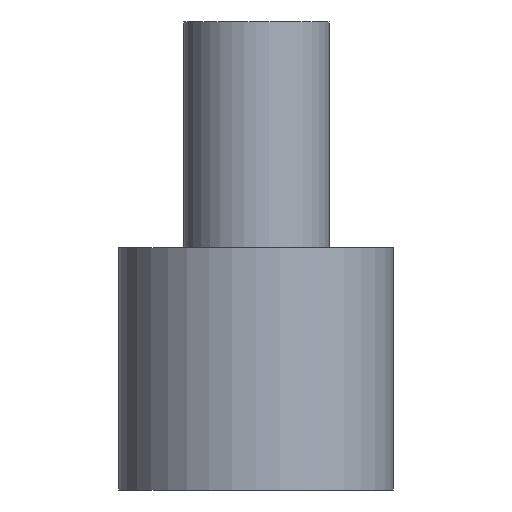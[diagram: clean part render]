
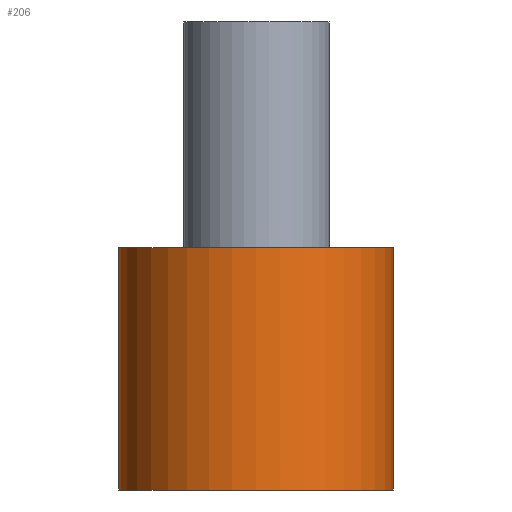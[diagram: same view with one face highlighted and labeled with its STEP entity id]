
A CAD part, left-side view. The second image highlights one B-rep face of the part: STEP entity #206.
In plain terms, the highlighted cylindrical face has radius 170 mm (diameter 340 mm), a partial arc.
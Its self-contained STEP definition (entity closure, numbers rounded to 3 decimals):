
#44=FACE_OUTER_BOUND('',#57,.T.);
#57=EDGE_LOOP('',(#168,#169,#170,#171));
#69=LINE('',#329,#78);
#74=LINE('',#496,#83);
#78=VECTOR('',#262,10.);
#83=VECTOR('',#273,10.);
#91=CIRCLE('',#237,170.);
#92=CIRCLE('',#238,170.);
#99=VERTEX_POINT('',#320);
#101=VERTEX_POINT('',#328);
#109=VERTEX_POINT('',#482);
#110=VERTEX_POINT('',#489);
#120=EDGE_CURVE('',#99,#101,#69,.T.);
#134=EDGE_CURVE('',#109,#110,#74,.T.);
#135=EDGE_CURVE('',#99,#109,#91,.T.);
#136=EDGE_CURVE('',#101,#110,#92,.T.);
#168=ORIENTED_EDGE('',*,*,#135,.T.);
#169=ORIENTED_EDGE('',*,*,#134,.T.);
#170=ORIENTED_EDGE('',*,*,#136,.F.);
#171=ORIENTED_EDGE('',*,*,#120,.F.);
#197=CYLINDRICAL_SURFACE('',#236,170.);
#206=ADVANCED_FACE('',(#44),#197,.T.);
#236=AXIS2_PLACEMENT_3D('',#497,#274,#275);
#237=AXIS2_PLACEMENT_3D('',#498,#276,#277);
#238=AXIS2_PLACEMENT_3D('',#499,#278,#279);
#262=DIRECTION('',(0.,0.,1.));
#273=DIRECTION('',(0.,0.,1.));
#274=DIRECTION('center_axis',(0.,0.,1.));
#275=DIRECTION('ref_axis',(-1.,0.,0.));
#276=DIRECTION('center_axis',(0.,0.,1.));
#277=DIRECTION('ref_axis',(0.087,0.996,0.));
#278=DIRECTION('center_axis',(0.,0.,1.));
#279=DIRECTION('ref_axis',(0.087,0.996,0.));
#320=CARTESIAN_POINT('',(0.,170.,0.));
#328=CARTESIAN_POINT('',(0.,170.,300.));
#329=CARTESIAN_POINT('',(0.,170.,0.));
#482=CARTESIAN_POINT('',(0.,-170.,0.));
#489=CARTESIAN_POINT('',(0.,-170.,300.));
#496=CARTESIAN_POINT('',(0.,-170.,0.));
#497=CARTESIAN_POINT('Origin',(0.,0.,0.));
#498=CARTESIAN_POINT('Origin',(0.,0.,0.));
#499=CARTESIAN_POINT('Origin',(0.,0.,300.));
